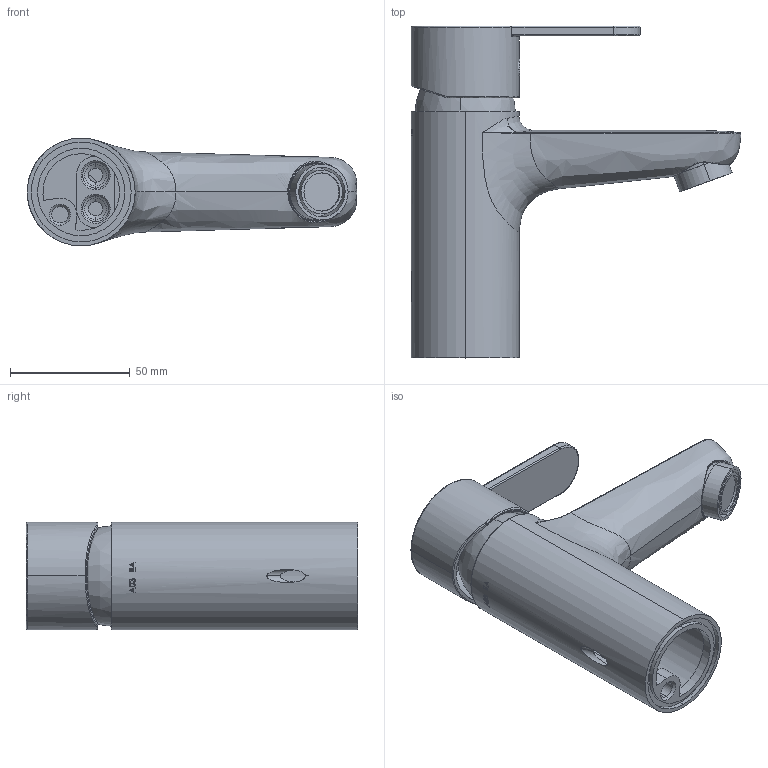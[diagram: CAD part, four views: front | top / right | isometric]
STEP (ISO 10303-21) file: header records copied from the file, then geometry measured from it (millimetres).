
FILE_DESCRIPTION (( 'STEP AP214' ), '1' );
FILE_NAME ('BLK.0014 3D.STEP', '2023-05-09T10:38:50', ( '' ), ( '' ), 'SwSTEP 2.0', 'SolidWorks 2022', '' );
FILE_SCHEMA (( 'AUTOMOTIVE_DESIGN' ));
Length unit declared in the file: millimetre
Products named in the file (7): distico Ø7; perno M5; corpo 3D; BLK.0014 3D; Tapa cartucho Ø42x13mm; manipulo OML L35.49; Prelator 24x1
Assembly tree (6 placements, depth 2):
  BLK.0014 3D
    corpo 3D
    distico Ø7
    manipulo OML L35.49
    Prelator 24x1
    Tapa cartucho Ø42x13mm
    perno M5
Bounding box: 137.5 x 138.55 x 45 mm (x, y, z)
Volume: 25891.3 mm3; surface area: 74486.3 mm2
Topology: 4 solids, 6 shells, 370 faces, 955 edges, 601 vertices
Faces by surface type: cylinder 133, plane 102, bspline 96, cone 35, torus 4
Entity records: 57505 total; most frequent: CARTESIAN_POINT 49226, ORIENTED_EDGE 1827, DIRECTION 1322, EDGE_CURVE 925, VERTEX_POINT 589, AXIS2_PLACEMENT_3D 510, EDGE_LOOP 415, FACE_OUTER_BOUND 367
